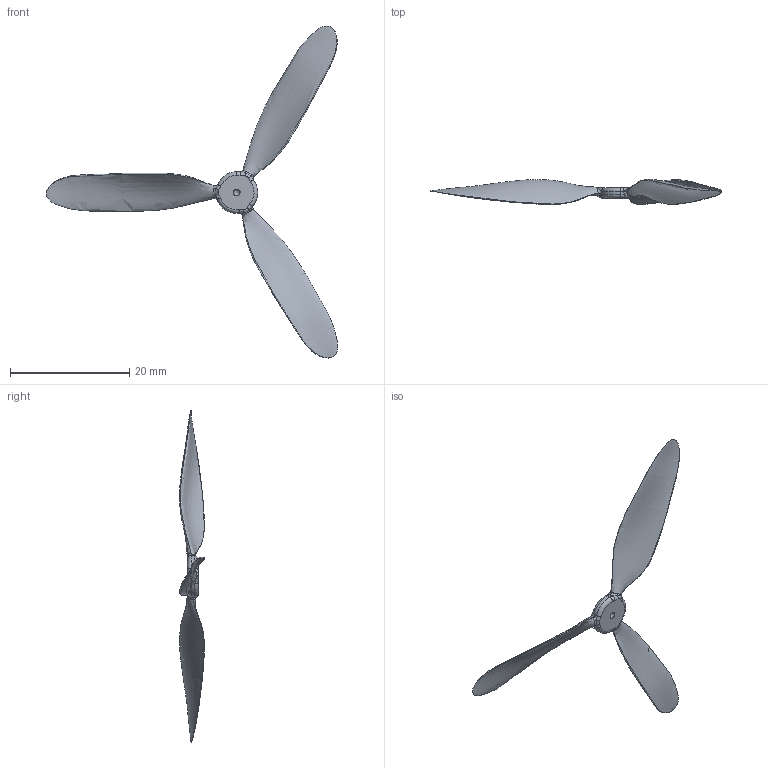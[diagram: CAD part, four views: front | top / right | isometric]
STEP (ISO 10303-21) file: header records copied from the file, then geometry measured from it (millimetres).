
FILE_DESCRIPTION (( 'STEP AP214' ), '1' );
FILE_NAME ('65mm 3-blade propeller.STEP', '2018-10-13T14:22:53', ( '' ), ( '' ), 'SwSTEP 2.0', 'SolidWorks 2014', '' );
FILE_SCHEMA (( 'AUTOMOTIVE_DESIGN' ));
Length unit declared in the file: millimetre
Products named in the file (1): 65mm 3-blade propeller
Bounding box: 48.95 x 4.2 x 55.79 mm (x, y, z)
Volume: 287.1 mm3; surface area: 1155.7 mm2
Topology: 1 solids, 1 shells, 70 faces, 215 edges, 133 vertices
Faces by surface type: bspline 56, torus 8, cylinder 4, plane 2
Entity records: 12697 total; most frequent: CARTESIAN_POINT 10946, ORIENTED_EDGE 398, EDGE_CURVE 199, B_SPLINE_CURVE_WITH_KNOTS 172, VERTEX_POINT 133, DIRECTION 83, EDGE_LOOP 72, ADVANCED_FACE 70
